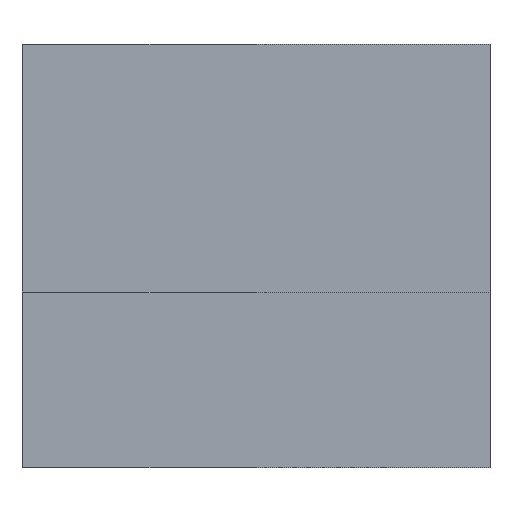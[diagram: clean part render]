
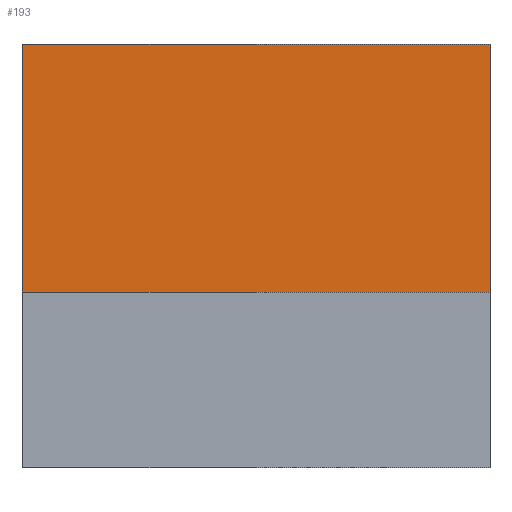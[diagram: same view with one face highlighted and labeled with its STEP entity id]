
A CAD part, front view. The second image highlights one B-rep face of the part: STEP entity #193.
In plain terms, the highlighted planar face has unit normal (0, -1, 0).
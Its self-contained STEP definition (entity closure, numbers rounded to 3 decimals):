
#33=FACE_OUTER_BOUND('',#47,.T.);
#47=EDGE_LOOP('',(#166,#167,#168,#169));
#53=LINE('',#284,#73);
#58=LINE('',#293,#78);
#65=LINE('',#313,#85);
#66=LINE('',#315,#86);
#73=VECTOR('',#231,10.);
#78=VECTOR('',#238,10.);
#85=VECTOR('',#257,10.);
#86=VECTOR('',#260,10.);
#93=VERTEX_POINT('',#281);
#94=VERTEX_POINT('',#283);
#97=VERTEX_POINT('',#291);
#104=VERTEX_POINT('',#311);
#109=EDGE_CURVE('',#94,#93,#53,.T.);
#114=EDGE_CURVE('',#97,#93,#58,.T.);
#124=EDGE_CURVE('',#97,#104,#65,.T.);
#125=EDGE_CURVE('',#104,#94,#66,.T.);
#166=ORIENTED_EDGE('',*,*,#109,.T.);
#167=ORIENTED_EDGE('',*,*,#114,.F.);
#168=ORIENTED_EDGE('',*,*,#124,.T.);
#169=ORIENTED_EDGE('',*,*,#125,.T.);
#185=PLANE('',#221);
#193=ADVANCED_FACE('',(#33),#185,.F.);
#221=AXIS2_PLACEMENT_3D('',#320,#266,#267);
#231=DIRECTION('',(0.,0.,1.));
#238=DIRECTION('',(1.,0.,0.));
#257=DIRECTION('',(0.,0.,-1.));
#260=DIRECTION('',(1.,0.,0.));
#266=DIRECTION('center_axis',(0.,1.,0.));
#267=DIRECTION('ref_axis',(1.,0.,0.));
#281=CARTESIAN_POINT('',(2.6,-48.35,5.));
#283=CARTESIAN_POINT('',(2.6,-48.35,2.25));
#284=CARTESIAN_POINT('',(2.6,-48.35,5.));
#291=CARTESIAN_POINT('',(-2.6,-48.35,5.));
#293=CARTESIAN_POINT('',(-1.325,-48.35,5.));
#311=CARTESIAN_POINT('',(-2.6,-48.35,2.25));
#313=CARTESIAN_POINT('',(-2.6,-48.35,5.));
#315=CARTESIAN_POINT('',(-1.325,-48.35,2.25));
#320=CARTESIAN_POINT('Origin',(-2.65,-48.35,5.));
